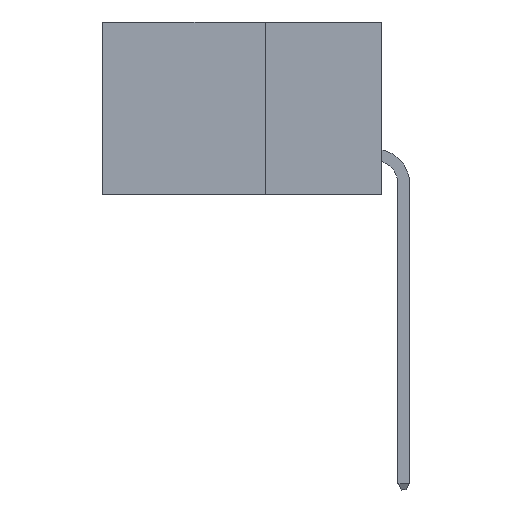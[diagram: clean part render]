
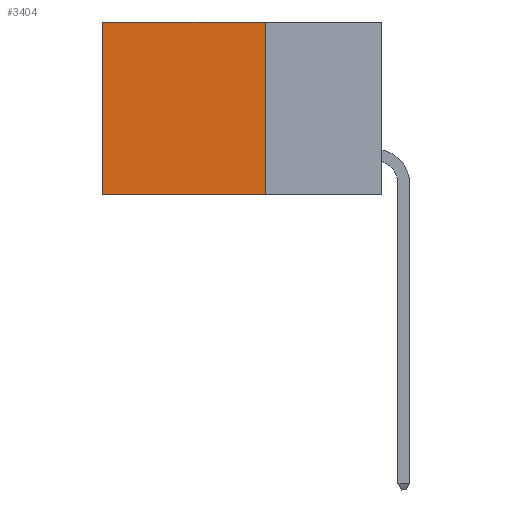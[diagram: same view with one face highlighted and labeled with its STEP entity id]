
A CAD part, left-side view. The second image highlights one B-rep face of the part: STEP entity #3404.
In plain terms, the highlighted planar face has unit normal (-1, 0, 0).
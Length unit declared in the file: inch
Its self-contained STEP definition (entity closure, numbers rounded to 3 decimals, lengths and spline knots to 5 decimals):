
#667 = VECTOR ( 'NONE', #3277, 39.37008 ) ;
#1462 = EDGE_CURVE ( 'NONE', #11224, #6568, #8878, .T. ) ;
#1736 = DIRECTION ( 'NONE',  ( 0., 0., -1. ) ) ;
#1766 = DIRECTION ( 'NONE',  ( 1., 0., 0. ) ) ;
#2151 = CARTESIAN_POINT ( 'NONE',  ( 0.2875, 0.25, -0.37 ) ) ;
#2236 = DIRECTION ( 'NONE',  ( 0., 1., 0. ) ) ;
#2543 = ORIENTED_EDGE ( 'NONE', *, *, #10520, .T. ) ;
#2566 = EDGE_CURVE ( 'NONE', #12220, #13643, #4136, .T. ) ;
#2834 = AXIS2_PLACEMENT_3D ( 'NONE', #4122, #1766, #11839 ) ;
#3277 = DIRECTION ( 'NONE',  ( 0., 1., 0. ) ) ;
#3404 = ADVANCED_FACE ( 'NONE', ( #10188 ), #9612, .F. ) ;
#4122 = CARTESIAN_POINT ( 'NONE',  ( 0.2875, 0.25, 0. ) ) ;
#4136 = LINE ( 'NONE', #11666, #11739 ) ;
#4303 = EDGE_LOOP ( 'NONE', ( #7653, #12920, #6409, #2543 ) ) ;
#4751 = VECTOR ( 'NONE', #2236, 39.37008 ) ;
#6409 = ORIENTED_EDGE ( 'NONE', *, *, #1462, .F. ) ;
#6568 = VERTEX_POINT ( 'NONE', #2151 ) ;
#7653 = ORIENTED_EDGE ( 'NONE', *, *, #2566, .T. ) ;
#7657 = EDGE_CURVE ( 'NONE', #6568, #13643, #13574, .T. ) ;
#8878 = LINE ( 'NONE', #12213, #12104 ) ;
#8921 = CARTESIAN_POINT ( 'NONE',  ( 0.2875, 0.25, -0.37 ) ) ;
#9612 = PLANE ( 'NONE',  #2834 ) ;
#9923 = CARTESIAN_POINT ( 'NONE',  ( 0.2875, 0.25, 0. ) ) ;
#10188 = FACE_OUTER_BOUND ( 'NONE', #4303, .T. ) ;
#10520 = EDGE_CURVE ( 'NONE', #11224, #12220, #13145, .T. ) ;
#11059 = DIRECTION ( 'NONE',  ( 0., 0., -1. ) ) ;
#11213 = CARTESIAN_POINT ( 'NONE',  ( 0.2875, 0.6, 0. ) ) ;
#11224 = VERTEX_POINT ( 'NONE', #12420 ) ;
#11666 = CARTESIAN_POINT ( 'NONE',  ( 0.2875, 0.6, 0. ) ) ;
#11739 = VECTOR ( 'NONE', #1736, 39.37008 ) ;
#11839 = DIRECTION ( 'NONE',  ( 0., 0., -1. ) ) ;
#12104 = VECTOR ( 'NONE', #11059, 39.37008 ) ;
#12213 = CARTESIAN_POINT ( 'NONE',  ( 0.2875, 0.25, 0. ) ) ;
#12220 = VERTEX_POINT ( 'NONE', #11213 ) ;
#12317 = CARTESIAN_POINT ( 'NONE',  ( 0.2875, 0.6, -0.37 ) ) ;
#12420 = CARTESIAN_POINT ( 'NONE',  ( 0.2875, 0.25, 0. ) ) ;
#12920 = ORIENTED_EDGE ( 'NONE', *, *, #7657, .F. ) ;
#13145 = LINE ( 'NONE', #9923, #667 ) ;
#13574 = LINE ( 'NONE', #8921, #4751 ) ;
#13643 = VERTEX_POINT ( 'NONE', #12317 ) ;
